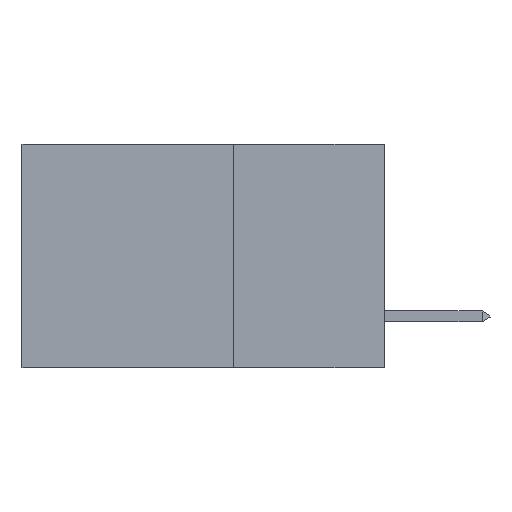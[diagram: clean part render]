
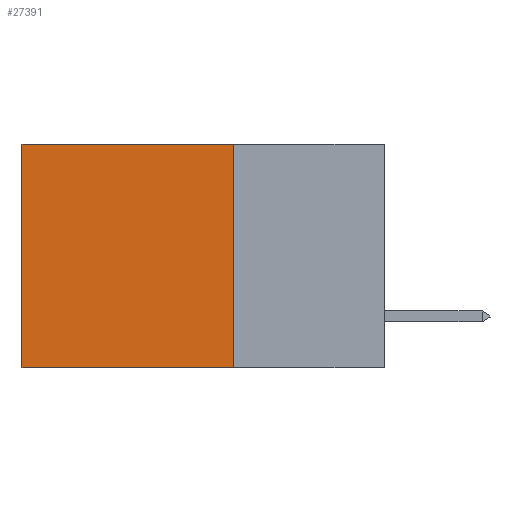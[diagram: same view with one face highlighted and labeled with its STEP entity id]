
A CAD part, left-side view. The second image highlights one B-rep face of the part: STEP entity #27391.
In plain terms, the highlighted planar face has unit normal (-1, 0, 0).
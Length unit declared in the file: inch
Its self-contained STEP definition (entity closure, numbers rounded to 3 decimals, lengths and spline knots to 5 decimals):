
#256 = DIRECTION ( 'NONE',  ( 0., 1., 0. ) ) ;
#1136 = DIRECTION ( 'NONE',  ( 0., 1., 0. ) ) ;
#1725 = CARTESIAN_POINT ( 'NONE',  ( 0.2875, 0.6, 0. ) ) ;
#2871 = VECTOR ( 'NONE', #10623, 39.37008 ) ;
#3449 = DIRECTION ( 'NONE',  ( 0., 0., -1. ) ) ;
#5138 = DIRECTION ( 'NONE',  ( 0., 0., -1. ) ) ;
#5383 = VECTOR ( 'NONE', #5138, 39.37008 ) ;
#7303 = AXIS2_PLACEMENT_3D ( 'NONE', #16297, #9710, #3449 ) ;
#8743 = EDGE_CURVE ( 'NONE', #21490, #19930, #9700, .T. ) ;
#9012 = VECTOR ( 'NONE', #1136, 39.37008 ) ;
#9187 = LINE ( 'NONE', #26211, #11909 ) ;
#9330 = CARTESIAN_POINT ( 'NONE',  ( 0.2875, 0.25, 0. ) ) ;
#9700 = LINE ( 'NONE', #20507, #9012 ) ;
#9710 = DIRECTION ( 'NONE',  ( 1., 0., 0. ) ) ;
#10532 = CARTESIAN_POINT ( 'NONE',  ( 0.2875, 0.6, 0. ) ) ;
#10623 = DIRECTION ( 'NONE',  ( 0., 0., -1. ) ) ;
#10876 = VERTEX_POINT ( 'NONE', #25448 ) ;
#10928 = CARTESIAN_POINT ( 'NONE',  ( 0.2875, 0.25, 0. ) ) ;
#11305 = ORIENTED_EDGE ( 'NONE', *, *, #18588, .F. ) ;
#11478 = LINE ( 'NONE', #9330, #5383 ) ;
#11909 = VECTOR ( 'NONE', #256, 39.37008 ) ;
#12919 = FACE_OUTER_BOUND ( 'NONE', #27453, .T. ) ;
#13697 = LINE ( 'NONE', #10532, #2871 ) ;
#15759 = EDGE_CURVE ( 'NONE', #19930, #10876, #13697, .T. ) ;
#16297 = CARTESIAN_POINT ( 'NONE',  ( 0.2875, 0.25, 0. ) ) ;
#16384 = PLANE ( 'NONE',  #7303 ) ;
#18588 = EDGE_CURVE ( 'NONE', #21490, #23704, #11478, .T. ) ;
#19930 = VERTEX_POINT ( 'NONE', #1725 ) ;
#20507 = CARTESIAN_POINT ( 'NONE',  ( 0.2875, 0.25, 0. ) ) ;
#20866 = CARTESIAN_POINT ( 'NONE',  ( 0.2875, 0.25, -0.37 ) ) ;
#21336 = ORIENTED_EDGE ( 'NONE', *, *, #23881, .F. ) ;
#21490 = VERTEX_POINT ( 'NONE', #10928 ) ;
#22701 = ORIENTED_EDGE ( 'NONE', *, *, #15759, .T. ) ;
#23704 = VERTEX_POINT ( 'NONE', #20866 ) ;
#23881 = EDGE_CURVE ( 'NONE', #23704, #10876, #9187, .T. ) ;
#24151 = ORIENTED_EDGE ( 'NONE', *, *, #8743, .T. ) ;
#25448 = CARTESIAN_POINT ( 'NONE',  ( 0.2875, 0.6, -0.37 ) ) ;
#26211 = CARTESIAN_POINT ( 'NONE',  ( 0.2875, 0.25, -0.37 ) ) ;
#27391 = ADVANCED_FACE ( 'NONE', ( #12919 ), #16384, .F. ) ;
#27453 = EDGE_LOOP ( 'NONE', ( #22701, #21336, #11305, #24151 ) ) ;
